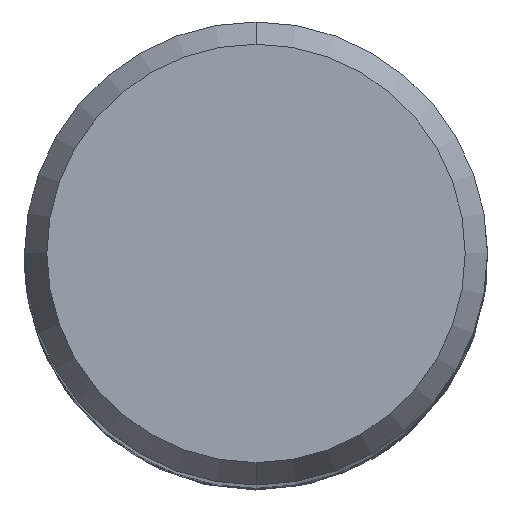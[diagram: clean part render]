
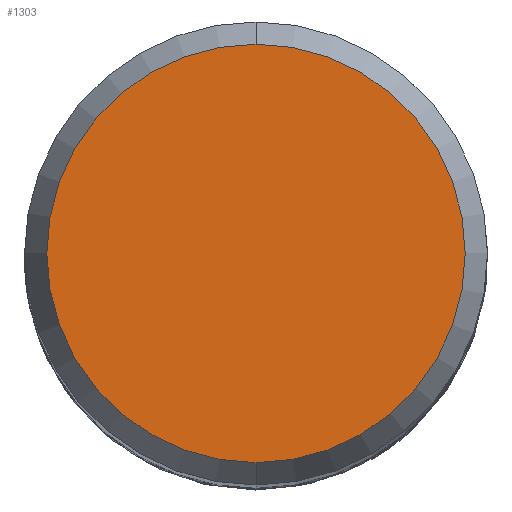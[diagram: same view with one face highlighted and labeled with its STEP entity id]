
A CAD part, top view. The second image highlights one B-rep face of the part: STEP entity #1303.
In plain terms, the highlighted planar face has unit normal (0, 0, 1).
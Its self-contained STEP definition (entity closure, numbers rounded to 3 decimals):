
#461=EDGE_CURVE('',#629,#661,#1328,.T.);
#629=VERTEX_POINT('',#1512);
#661=VERTEX_POINT('',#1545);
#1203=EDGE_CURVE('',#661,#629,#2136,.T.);
#1303=ADVANCED_FACE('',(#2249),#2250,.T.);
#1328=CIRCLE('',#2269,5.423);
#1512=CARTESIAN_POINT('',(0.0,5.423,0.0));
#1545=CARTESIAN_POINT('',(0.,-5.423,0.0));
#2136=CIRCLE('',#7118,5.423);
#2249=FACE_OUTER_BOUND('',#9260,.T.);
#2250=PLANE('',#9261);
#2269=AXIS2_PLACEMENT_3D('',#9266,#9267,#9268);
#7118=AXIS2_PLACEMENT_3D('',#10130,#10131,#10132);
#9260=EDGE_LOOP('',(#10275,#10276));
#9261=AXIS2_PLACEMENT_3D('',#10277,#10278,#10279);
#9266=CARTESIAN_POINT('',(0.0,0.0,0.0));
#9267=DIRECTION('',(0.0,0.0,-1.0));
#9268=DIRECTION('',(0.0,1.0,0.0));
#10130=CARTESIAN_POINT('',(0.0,0.0,0.0));
#10131=DIRECTION('',(0.0,0.0,-1.0));
#10132=DIRECTION('',(0.0,1.0,0.0));
#10275=ORIENTED_EDGE('',*,*,#461,.F.);
#10276=ORIENTED_EDGE('',*,*,#1203,.F.);
#10277=CARTESIAN_POINT('',(0.0,2.711,0.0));
#10278=DIRECTION('',(-0.0,0.0,1.0));
#10279=DIRECTION('',(0.0,-1.0,0.0));
